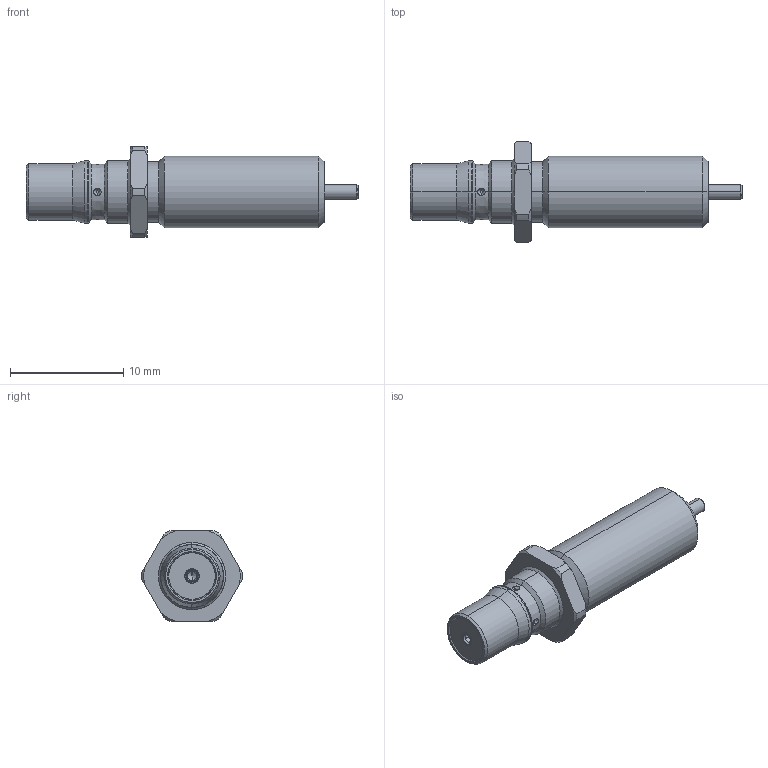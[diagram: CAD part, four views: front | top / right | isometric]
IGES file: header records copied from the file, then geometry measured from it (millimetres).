
Start section: SolidWorks IGES file using analytic representation for surfaces
Global section: file name: R123.555.310.IGS; native system: SolidWorks 2008; preprocessor: SolidWorks 2008; author: liu_li; date: 101012.151810; units: millimetre
Bounding box: 29.3 x 8.9 x 8 mm (x, y, z)
Surface area: 657.8 mm2 (no closed solid volume)
Topology: 0 solids, 0 shells, 114 faces, 799 edges, 797 vertices
Faces by surface type: revolution 81, bspline 33
